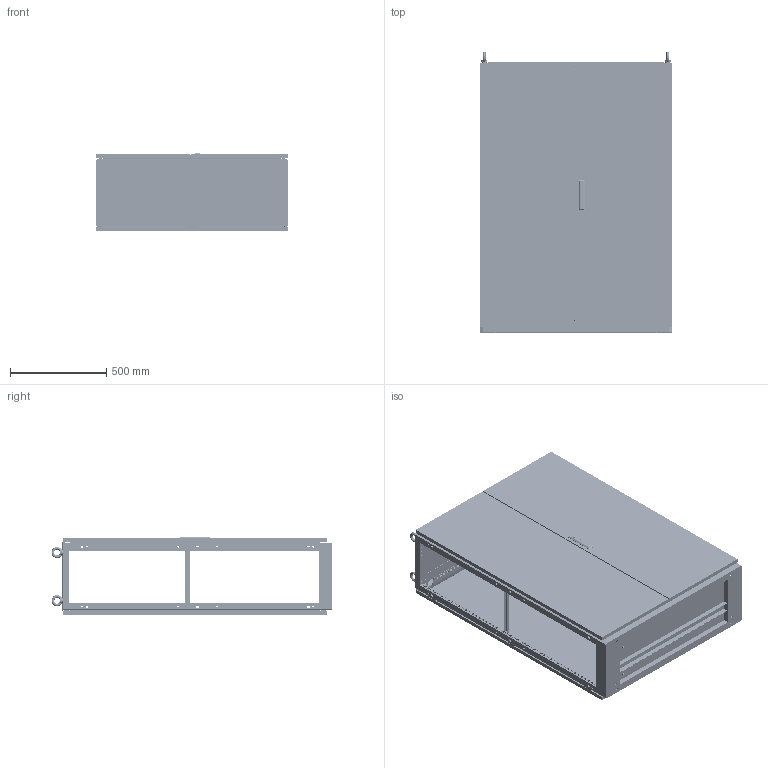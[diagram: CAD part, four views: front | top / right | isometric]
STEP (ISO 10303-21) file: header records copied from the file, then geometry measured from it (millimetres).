
FILE_DESCRIPTION (( 'STEP AP214' ), '1' );
FILE_NAME ('0395-1114-40-07.step', '2022-07-12T04:36:44', ( '' ), ( '' ), 'SwSTEP 2.0', 'SolidWorks 2019', '' );
FILE_SCHEMA (( 'AUTOMOTIVE_DESIGN' ));
Length unit declared in the file: millimetre
Products named in the file (9): TuerGG_s_0395-1014-02-97; Tiefenstrebe_s_0396-0006-40-00; 0395-1114-40-07; Korpus_as_1014-40; Rueckwand_s_0395-1014-03-97; TuerLP_s_0395-1014-01-97; Dachplatte_as_0395-1000-40-07; Bodenplattensatz_s_0396-1000-40-03; Tuer2_s_0395-1014-05-97
Assembly tree (9 placements, depth 3):
  0395-1114-40-07
    Korpus_as_1014-40
    Tuer2_s_0395-1014-05-97
      TuerGG_s_0395-1014-02-97
      TuerLP_s_0395-1014-01-97
    Dachplatte_as_0395-1000-40-07
    Rueckwand_s_0395-1014-03-97
    Bodenplattensatz_s_0396-1000-40-03
    Tiefenstrebe_s_0396-0006-40-00  x2
Bounding box: 1000 x 1457.99 x 408.5 mm (x, y, z)
Volume: 11416431.5 mm3; surface area: 11816585.9 mm2
Topology: 69 solids, 69 shells, 8498 faces, 23317 edges, 15442 vertices
Faces by surface type: plane 5004, cylinder 3182, cone 260, bspline 28, torus 24
Entity records: 313998 total; most frequent: CARTESIAN_POINT 49671, ORIENTED_EDGE 46154, DIRECTION 46106, EDGE_CURVE 23077, VECTOR 16004, LINE 16004, VERTEX_POINT 15284, AXIS2_PLACEMENT_3D 15051
